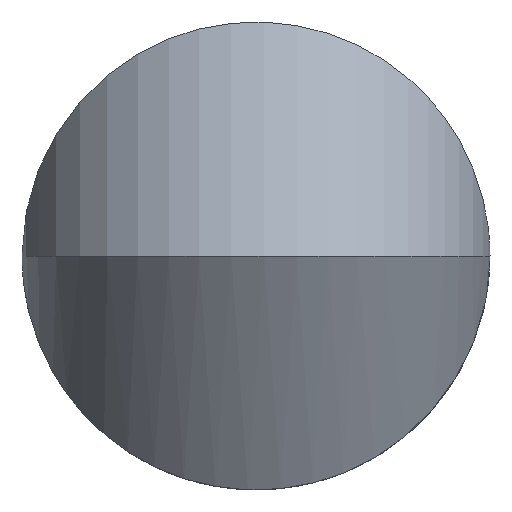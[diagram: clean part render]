
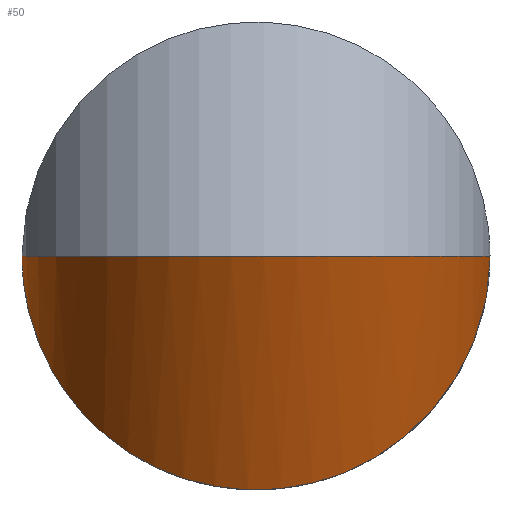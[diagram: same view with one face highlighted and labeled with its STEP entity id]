
A CAD part, left-side view. The second image highlights one B-rep face of the part: STEP entity #50.
In plain terms, the highlighted cylindrical face has radius 15 mm (diameter 30 mm), a partial arc.
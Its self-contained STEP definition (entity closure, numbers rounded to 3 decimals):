
#22 = CARTESIAN_POINT ( 'NONE',  ( 0., 15., 0. ) ) ;
#39 = CARTESIAN_POINT ( 'NONE',  ( -34.641, 15., 0. ) ) ;
#46 = CARTESIAN_POINT ( 'NONE',  ( 0., 0., 0. ) ) ;
#50 = ADVANCED_FACE ( 'NONE', ( #260 ), #210, .T. ) ;
#55 =( BOUNDED_CURVE ( )  B_SPLINE_CURVE ( 3, ( #22, #39, #58, #153 ),
 .UNSPECIFIED., .F., .T. ) 
 B_SPLINE_CURVE_WITH_KNOTS ( ( 4, 4 ),
 ( 4.712, 7.854 ),
 .UNSPECIFIED. ) 
 CURVE ( )  GEOMETRIC_REPRESENTATION_ITEM ( )  RATIONAL_B_SPLINE_CURVE ( ( 1., 0.333, 0.333, 1. ) ) 
 REPRESENTATION_ITEM ( '' )  );
#58 = CARTESIAN_POINT ( 'NONE',  ( -34.641, -15., 0. ) ) ;
#61 = VERTEX_POINT ( 'NONE', #165 ) ;
#101 = ORIENTED_EDGE ( 'NONE', *, *, #136, .F. ) ;
#104 = VERTEX_POINT ( 'NONE', #107 ) ;
#107 = CARTESIAN_POINT ( 'NONE',  ( 0., 15., 0. ) ) ;
#125 =( BOUNDED_CURVE ( )  B_SPLINE_CURVE ( 3, ( #150, #171, #198, #196 ),
 .UNSPECIFIED., .F., .T. ) 
 B_SPLINE_CURVE_WITH_KNOTS ( ( 4, 4 ),
 ( 1.571, 4.712 ),
 .UNSPECIFIED. ) 
 CURVE ( )  GEOMETRIC_REPRESENTATION_ITEM ( )  RATIONAL_B_SPLINE_CURVE ( ( 1., 0.333, 0.333, 1. ) ) 
 REPRESENTATION_ITEM ( '' )  );
#134 = ORIENTED_EDGE ( 'NONE', *, *, #142, .F. ) ;
#136 = EDGE_CURVE ( 'NONE', #61, #104, #125, .T. ) ;
#140 = DIRECTION ( 'NONE',  ( 0.866, 0., 0.5 ) ) ;
#142 = EDGE_CURVE ( 'NONE', #104, #61, #55, .T. ) ;
#150 = CARTESIAN_POINT ( 'NONE',  ( 0., -15., 0. ) ) ;
#153 = CARTESIAN_POINT ( 'NONE',  ( 0., -15., 0. ) ) ;
#165 = CARTESIAN_POINT ( 'NONE',  ( 0., -15., 0. ) ) ;
#171 = CARTESIAN_POINT ( 'NONE',  ( -17.321, -15., -30. ) ) ;
#176 = AXIS2_PLACEMENT_3D ( 'NONE', #46, #229, #140 ) ;
#184 = EDGE_LOOP ( 'NONE', ( #134, #101 ) ) ;
#196 = CARTESIAN_POINT ( 'NONE',  ( 0., 15., 0. ) ) ;
#198 = CARTESIAN_POINT ( 'NONE',  ( -17.321, 15., -30. ) ) ;
#210 = CYLINDRICAL_SURFACE ( 'NONE', #176, 15. ) ;
#229 = DIRECTION ( 'NONE',  ( -0.5, 0., 0.866 ) ) ;
#260 = FACE_OUTER_BOUND ( 'NONE', #184, .T. ) ;
